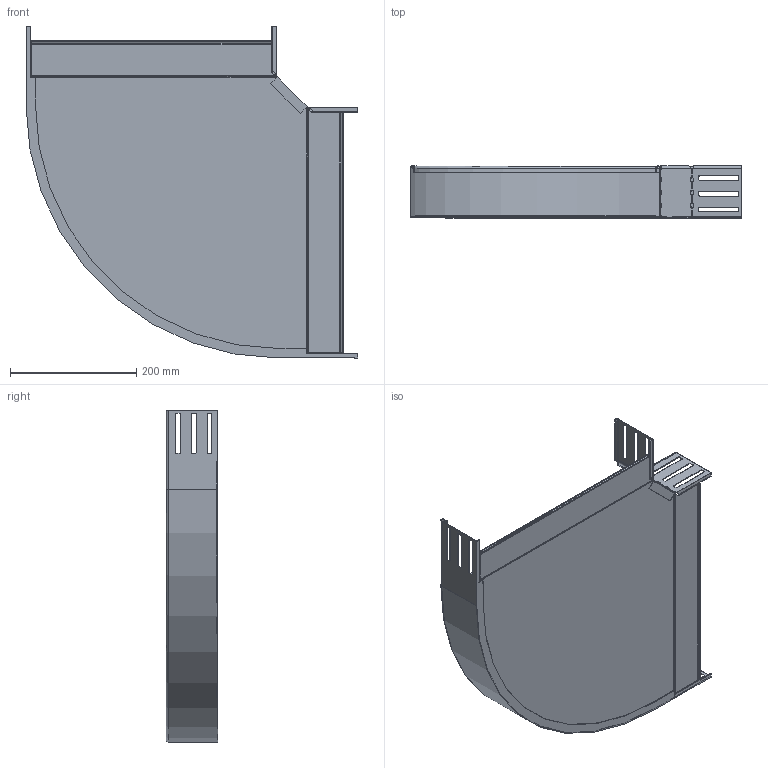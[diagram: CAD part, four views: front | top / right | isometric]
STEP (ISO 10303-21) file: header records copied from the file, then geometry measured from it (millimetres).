
FILE_DESCRIPTION (( 'STEP AP214' ), '1' );
FILE_NAME ('6036706.STEP', '2026-03-18T13:17:41', ( '' ), ( '' ), 'SwSTEP 2.0', 'SolidWorks 2024', '' );
FILE_SCHEMA (( 'AUTOMOTIVE_DESIGN' ));
Length unit declared in the file: millimetre
Products named in the file (4): 167734_400; 181431_400; 167655_85x90°; 6036706
Assembly tree (3 placements, depth 2):
  6036706
    167734_400
    181431_400
    167655_85x90°
Bounding box: 525 x 82 x 525 mm (x, y, z)
Volume: 343776.7 mm3; surface area: 639918.8 mm2
Topology: 3 solids, 3 shells, 334 faces, 884 edges, 544 vertices
Faces by surface type: plane 188, cylinder 136, bspline 8, torus 2
Entity records: 10757 total; most frequent: CARTESIAN_POINT 2364, ORIENTED_EDGE 1768, DIRECTION 1684, EDGE_CURVE 884, VECTOR 580, LINE 580, AXIS2_PLACEMENT_3D 552, VERTEX_POINT 544
